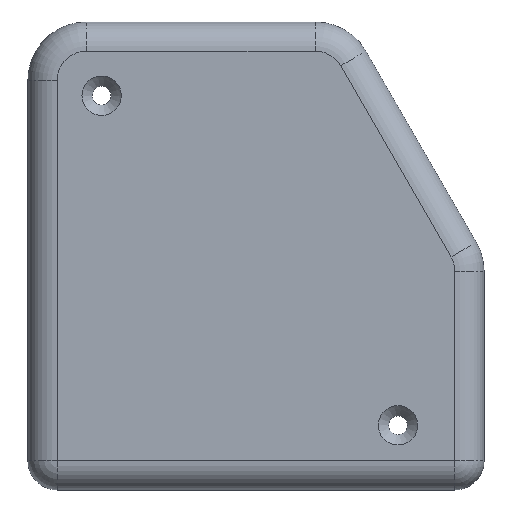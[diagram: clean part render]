
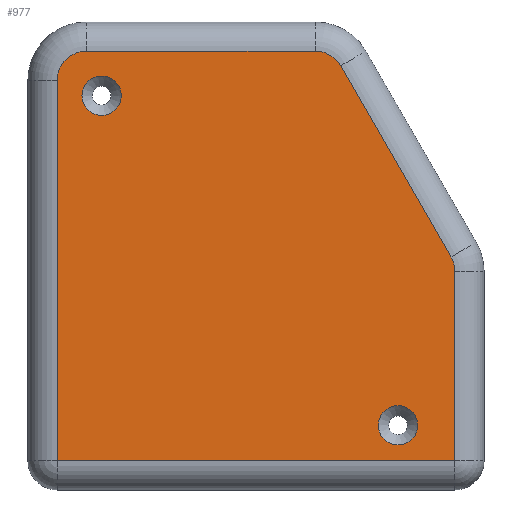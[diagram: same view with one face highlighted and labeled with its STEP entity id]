
A CAD part, top view. The second image highlights one B-rep face of the part: STEP entity #977.
In plain terms, the highlighted planar face has unit normal (0, 0, 1).
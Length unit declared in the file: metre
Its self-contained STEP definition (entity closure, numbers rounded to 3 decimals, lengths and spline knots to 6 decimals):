
#72=CIRCLE('',#1072,0.00336);
#73=CIRCLE('',#1073,0.00336);
#74=CIRCLE('',#1074,0.005);
#75=CIRCLE('',#1075,0.005);
#76=CIRCLE('',#1076,0.005);
#187=ORIENTED_EDGE('',*,*,#447,.T.);
#188=ORIENTED_EDGE('',*,*,#448,.T.);
#189=ORIENTED_EDGE('',*,*,#449,.F.);
#190=ORIENTED_EDGE('',*,*,#450,.F.);
#191=ORIENTED_EDGE('',*,*,#451,.F.);
#192=ORIENTED_EDGE('',*,*,#452,.F.);
#193=ORIENTED_EDGE('',*,*,#453,.F.);
#194=ORIENTED_EDGE('',*,*,#454,.F.);
#195=ORIENTED_EDGE('',*,*,#455,.F.);
#196=ORIENTED_EDGE('',*,*,#456,.F.);
#447=EDGE_CURVE('',#577,#577,#72,.T.);
#448=EDGE_CURVE('',#578,#578,#73,.T.);
#449=EDGE_CURVE('',#579,#580,#662,.F.);
#450=EDGE_CURVE('',#581,#579,#74,.T.);
#451=EDGE_CURVE('',#582,#581,#663,.T.);
#452=EDGE_CURVE('',#583,#582,#664,.T.);
#453=EDGE_CURVE('',#584,#583,#665,.F.);
#454=EDGE_CURVE('',#585,#584,#75,.T.);
#455=EDGE_CURVE('',#586,#585,#666,.F.);
#456=EDGE_CURVE('',#580,#586,#76,.T.);
#577=VERTEX_POINT('',#1609);
#578=VERTEX_POINT('',#1611);
#579=VERTEX_POINT('',#1613);
#580=VERTEX_POINT('',#1614);
#581=VERTEX_POINT('',#1616);
#582=VERTEX_POINT('',#1618);
#583=VERTEX_POINT('',#1620);
#584=VERTEX_POINT('',#1622);
#585=VERTEX_POINT('',#1624);
#586=VERTEX_POINT('',#1626);
#662=LINE('',#1612,#732);
#663=LINE('',#1617,#733);
#664=LINE('',#1619,#734);
#665=LINE('',#1621,#735);
#666=LINE('',#1625,#736);
#732=VECTOR('',#1266,1.);
#733=VECTOR('',#1269,1.);
#734=VECTOR('',#1270,1.);
#735=VECTOR('',#1271,1.);
#736=VECTOR('',#1274,1.);
#789=EDGE_LOOP('',(#187));
#790=EDGE_LOOP('',(#188));
#791=EDGE_LOOP('',(#189,#190,#191,#192,#193,#194,#195,#196));
#873=FACE_BOUND('',#789,.T.);
#874=FACE_BOUND('',#790,.T.);
#875=FACE_BOUND('',#791,.T.);
#951=PLANE('',#1071);
#977=ADVANCED_FACE('',(#873,#874,#875),#951,.T.);
#1071=AXIS2_PLACEMENT_3D('',#1607,#1260,#1261);
#1072=AXIS2_PLACEMENT_3D('',#1608,#1262,#1263);
#1073=AXIS2_PLACEMENT_3D('',#1610,#1264,#1265);
#1074=AXIS2_PLACEMENT_3D('',#1615,#1267,#1268);
#1075=AXIS2_PLACEMENT_3D('',#1623,#1272,#1273);
#1076=AXIS2_PLACEMENT_3D('',#1627,#1275,#1276);
#1260=DIRECTION('',(0.,0.,1.));
#1261=DIRECTION('',(1.,0.,0.));
#1262=DIRECTION('',(0.,0.,-1.));
#1263=DIRECTION('',(-1.,0.,0.));
#1264=DIRECTION('',(0.,0.,-1.));
#1265=DIRECTION('',(-1.,0.,0.));
#1266=DIRECTION('',(-1.,0.,0.));
#1267=DIRECTION('',(0.,0.,-1.));
#1268=DIRECTION('',(-1.,0.,0.));
#1269=DIRECTION('',(0.,1.,0.));
#1270=DIRECTION('',(-1.,0.,0.));
#1271=DIRECTION('',(0.,1.,0.));
#1272=DIRECTION('',(0.,0.,-1.));
#1273=DIRECTION('',(-1.,0.,0.));
#1274=DIRECTION('',(-0.5,0.866,0.));
#1275=DIRECTION('',(0.,0.,-1.));
#1276=DIRECTION('',(-1.,0.,0.));
#1607=CARTESIAN_POINT('',(0.013735,-0.0014,0.0106));
#1608=CARTESIAN_POINT('',(0.038012,-0.03035,0.0106));
#1609=CARTESIAN_POINT('',(0.034652,-0.03035,0.0106));
#1610=CARTESIAN_POINT('',(-0.012656,0.02599,0.0106));
#1611=CARTESIAN_POINT('',(-0.016016,0.02599,0.0106));
#1612=CARTESIAN_POINT('',(0.023867,0.0336,0.0106));
#1613=CARTESIAN_POINT('',(-0.015265,0.0336,0.0106));
#1614=CARTESIAN_POINT('',(0.023867,0.0336,0.0106));
#1615=CARTESIAN_POINT('',(-0.015265,0.0286,0.0106));
#1616=CARTESIAN_POINT('',(-0.020265,0.0286,0.0106));
#1617=CARTESIAN_POINT('',(-0.020265,-0.0014,0.0106));
#1618=CARTESIAN_POINT('',(-0.020265,-0.0364,0.0106));
#1619=CARTESIAN_POINT('',(0.013735,-0.0364,0.0106));
#1620=CARTESIAN_POINT('',(0.047735,-0.0364,0.0106));
#1621=CARTESIAN_POINT('',(0.047735,-0.0364,0.0106));
#1622=CARTESIAN_POINT('',(0.047735,-0.004079,0.0106));
#1623=CARTESIAN_POINT('',(0.042735,-0.004079,0.0106));
#1624=CARTESIAN_POINT('',(0.047065,-0.001579,0.0106));
#1625=CARTESIAN_POINT('',(0.047065,-0.001579,0.0106));
#1626=CARTESIAN_POINT('',(0.028197,0.0311,0.0106));
#1627=CARTESIAN_POINT('',(0.023867,0.0286,0.0106));
